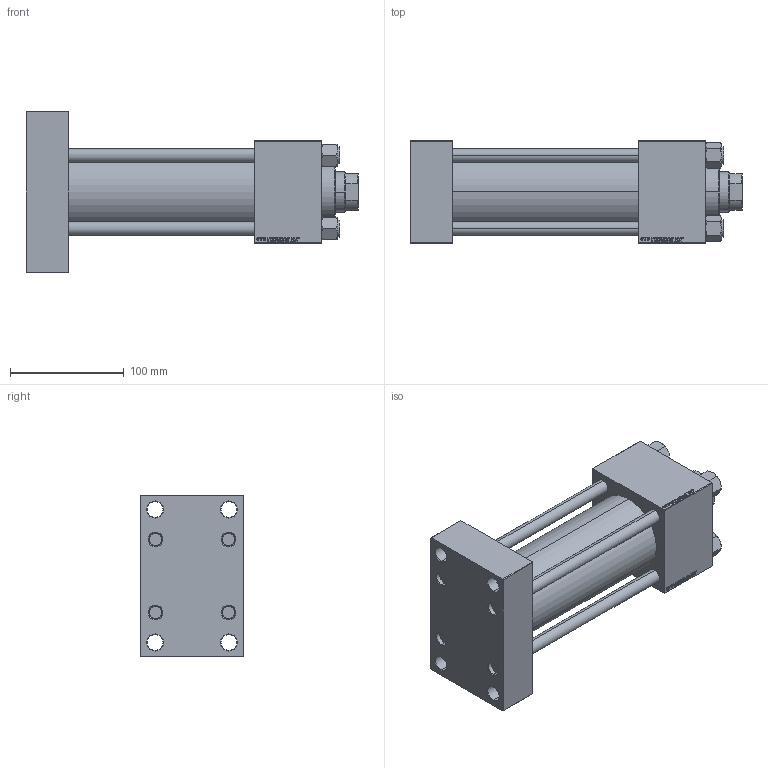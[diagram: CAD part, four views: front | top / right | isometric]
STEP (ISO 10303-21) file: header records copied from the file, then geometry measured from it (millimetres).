
FILE_DESCRIPTION (( 'STEP AP203' ), '1' );
FILE_NAME ('e3cd.STEP', '2022-04-15T14:10:36', ( '' ), ( '' ), 'SwSTEP 2.0', 'SolidWorks 2019', '' );
FILE_SCHEMA (( 'CONFIG_CONTROL_DESIGN' ));
Length unit declared in the file: millimetre
Products named in the file (6): V215_VC_A f54b58f69eea24e1b6425e80ef0b9c3d; V215CR_VCP_E f54b58f69eea24e1b6425e80ef0b9c3d; V215CR_E_Body f54b58f69eea24e1b6425e80ef0b9c3d; e3cd; NUT_M5_E f54b58f69eea24e1b6425e80ef0b9c3d; V215CR_TYCINKA_E f54b58f69eea24e1b6425e80ef0b9c3d
Assembly tree (11 placements, depth 2):
  e3cd
    V215CR_E_Body f54b58f69eea24e1b6425e80ef0b9c3d
    V215CR_VCP_E f54b58f69eea24e1b6425e80ef0b9c3d
    V215CR_TYCINKA_E f54b58f69eea24e1b6425e80ef0b9c3d  x4
    NUT_M5_E f54b58f69eea24e1b6425e80ef0b9c3d  x4
    V215_VC_A f54b58f69eea24e1b6425e80ef0b9c3d
Bounding box: 292 x 90 x 142 mm (x, y, z)
Volume: 1347319.5 mm3; surface area: 282519.2 mm2
Topology: 11 solids, 11 shells, 1143 faces, 2874 edges, 1859 vertices
Faces by surface type: plane 500, bspline 392, cone 152, cylinder 91, torus 8
Entity records: 50193 total; most frequent: CARTESIAN_POINT 27098, ORIENTED_EDGE 5240, DIRECTION 3316, EDGE_CURVE 2620, VERTEX_POINT 1715, VECTOR 1564, LINE 1564, EDGE_LOOP 1157
